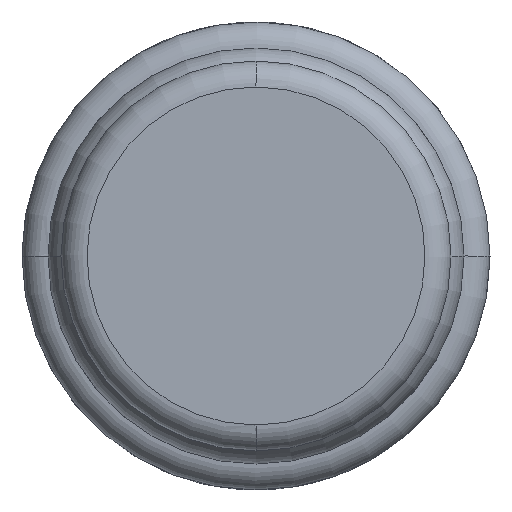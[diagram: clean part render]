
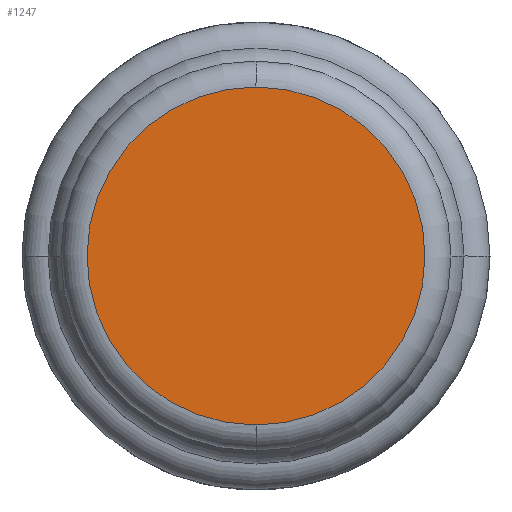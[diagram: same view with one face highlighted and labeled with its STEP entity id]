
A CAD part, front view. The second image highlights one B-rep face of the part: STEP entity #1247.
In plain terms, the highlighted planar face has unit normal (0, -1, 0).
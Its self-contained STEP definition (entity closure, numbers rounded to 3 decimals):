
#415=CARTESIAN_POINT('',(0.,-25.,0.));
#416=DIRECTION('',(0.,-1.,0.));
#417=DIRECTION('',(-0.01,0.,-1.));
#418=AXIS2_PLACEMENT_3D('',#415,#416,#417);
#430=CARTESIAN_POINT('',(0.,-25.,0.));
#431=DIRECTION('',(0.,1.,0.));
#432=DIRECTION('',(0.01,0.,1.));
#433=AXIS2_PLACEMENT_3D('',#430,#431,#432);
#435=CARTESIAN_POINT('',(0.,-25.,0.));
#436=DIRECTION('',(0.,1.,0.));
#437=DIRECTION('',(-0.01,0.,-1.));
#438=AXIS2_PLACEMENT_3D('',#435,#436,#437);
#440=CARTESIAN_POINT('',(0.,-25.,0.));
#441=DIRECTION('',(0.,-1.,0.));
#442=DIRECTION('',(0.01,0.,1.));
#443=AXIS2_PLACEMENT_3D('',#440,#441,#442);
#552=CARTESIAN_POINT('',(-0.064,-25.,-6.5));
#553=CARTESIAN_POINT('',(-0.002,-25.,6.5));
#554=VERTEX_POINT('',#552);
#555=VERTEX_POINT('',#553);
#556=CARTESIAN_POINT('',(0.002,-25.,-6.5));
#557=VERTEX_POINT('',#556);
#558=CARTESIAN_POINT('',(0.064,-25.,6.5));
#559=VERTEX_POINT('',#558);
#1234=CARTESIAN_POINT('',(0.,-25.,0.));
#1235=DIRECTION('',(0.,-1.,0.));
#1236=DIRECTION('',(0.,0.,-1.));
#1237=AXIS2_PLACEMENT_3D('',#1234,#1235,#1236);
#1238=PLANE('',#1237);
#1240=ORIENTED_EDGE('',*,*,#1239,.F.);
#1242=ORIENTED_EDGE('',*,*,#1241,.T.);
#1243=ORIENTED_EDGE('',*,*,#1217,.F.);
#1244=ORIENTED_EDGE('',*,*,#1215,.T.);
#1245=EDGE_LOOP('',(#1240,#1242,#1243,#1244));
#1246=FACE_OUTER_BOUND('',#1245,.F.);
#1247=ADVANCED_FACE('',(#1246),#1238,.T.);
#419=CIRCLE('',#418,6.5);
#434=CIRCLE('',#433,6.5);
#439=CIRCLE('',#438,6.5);
#444=CIRCLE('',#443,6.5);
#1215=EDGE_CURVE('',#554,#555,#439,.T.);
#1217=EDGE_CURVE('',#554,#557,#419,.T.);
#1239=EDGE_CURVE('',#559,#555,#444,.T.);
#1241=EDGE_CURVE('',#559,#557,#434,.T.);
